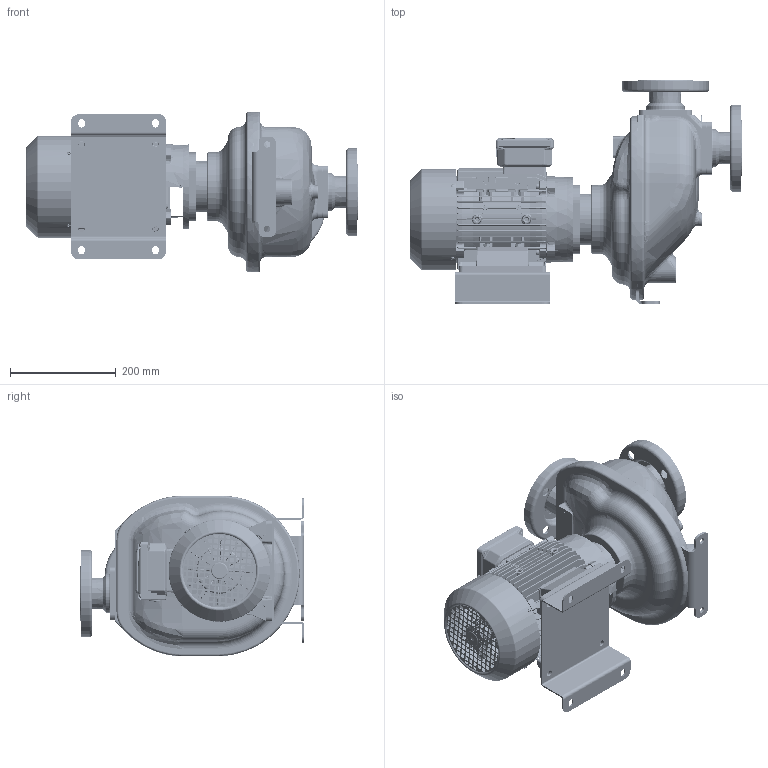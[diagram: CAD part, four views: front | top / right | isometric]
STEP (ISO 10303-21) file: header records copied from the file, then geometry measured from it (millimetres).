
FILE_DESCRIPTION((''),'2;1');
FILE_NAME('S_62_K_T_F','2023-06-30T16:20:11',('ax'),(''),'CREO PARAMETRIC BY PTC INC, 2023014','CREO PARAMETRIC BY PTC INC, 2023014','');
FILE_SCHEMA(('CONFIG_CONTROL_DESIGN'));
Products named in the file (1): S_62_K_T_F
Bounding box: 628.75 x 424 x 304.09 mm (x, y, z)
Volume: 18198395.2 mm3; surface area: 1348666 mm2
Topology: 2 solids, 2 shells, 6669 faces, 17699 edges, 10983 vertices
Faces by surface type: cylinder 2104, plane 2077, bspline 1339, cone 654, torus 346, extrusion 85, sphere 64
Entity records: 334310 total; most frequent: CARTESIAN_POINT 182480, ORIENTED_EDGE 35028, DIRECTION 26662, EDGE_CURVE 17514, VERTEX_POINT 10977, AXIS2_PLACEMENT_3D 9941, EDGE_LOOP 7133, VECTOR 6780
